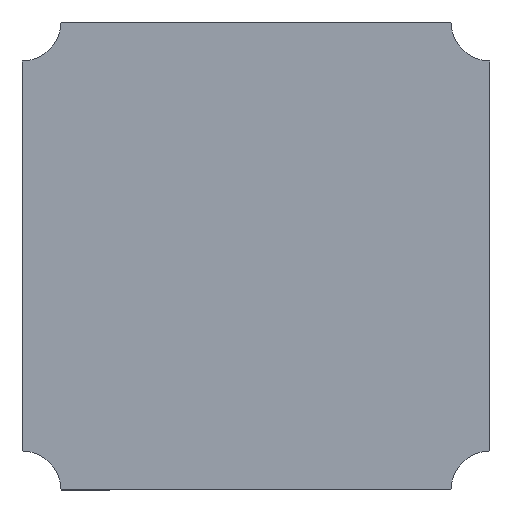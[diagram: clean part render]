
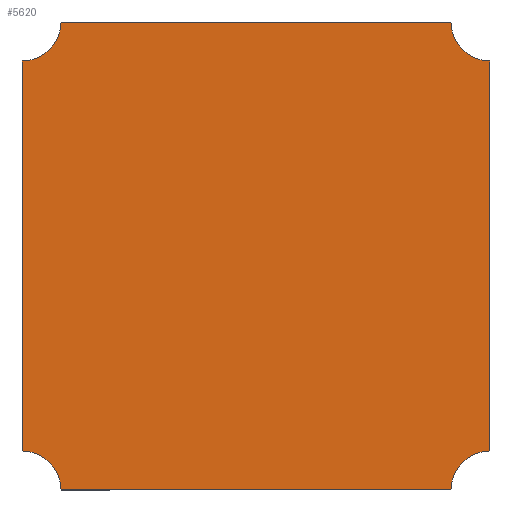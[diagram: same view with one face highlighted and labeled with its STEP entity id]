
A CAD part, front view. The second image highlights one B-rep face of the part: STEP entity #5620.
In plain terms, the highlighted planar face has unit normal (0, -1, 0).
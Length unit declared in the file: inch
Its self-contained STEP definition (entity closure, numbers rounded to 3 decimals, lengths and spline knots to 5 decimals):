
#584 = CARTESIAN_POINT ( 'NONE',  ( 0.47244, 0., 0.03937 ) ) ;
#649 = DIRECTION ( 'NONE',  ( 0., 0., 1. ) ) ;
#695 = DIRECTION ( 'NONE',  ( -1., 0., 0. ) ) ;
#1175 = VERTEX_POINT ( 'NONE', #10548 ) ;
#1177 = DIRECTION ( 'NONE',  ( 1., 0., 0. ) ) ;
#1316 = CARTESIAN_POINT ( 'NONE',  ( 0., 0., 0. ) ) ;
#1499 = CARTESIAN_POINT ( 'NONE',  ( 0.43307, 0., 0.47244 ) ) ;
#1613 = AXIS2_PLACEMENT_3D ( 'NONE', #8791, #4198, #6073 ) ;
#1663 = VERTEX_POINT ( 'NONE', #3922 ) ;
#1713 = AXIS2_PLACEMENT_3D ( 'NONE', #1316, #10591, #3273 ) ;
#1733 = LINE ( 'NONE', #9232, #5168 ) ;
#2033 = LINE ( 'NONE', #4810, #7145 ) ;
#2157 = VECTOR ( 'NONE', #9629, 39.37008 ) ;
#2386 = VECTOR ( 'NONE', #649, 39.37008 ) ;
#2560 = EDGE_CURVE ( 'NONE', #3770, #5710, #10594, .T. ) ;
#2718 = CIRCLE ( 'NONE', #7539, 0.03937 ) ;
#2943 = VERTEX_POINT ( 'NONE', #9840 ) ;
#3200 = CARTESIAN_POINT ( 'NONE',  ( 0.03937, 0., 0.47244 ) ) ;
#3229 = AXIS2_PLACEMENT_3D ( 'NONE', #5969, #7790, #1177 ) ;
#3273 = DIRECTION ( 'NONE',  ( 1., 0., 0. ) ) ;
#3305 = EDGE_CURVE ( 'NONE', #3770, #1175, #4708, .T. ) ;
#3770 = VERTEX_POINT ( 'NONE', #9229 ) ;
#3862 = ORIENTED_EDGE ( 'NONE', *, *, #3305, .F. ) ;
#3922 = CARTESIAN_POINT ( 'NONE',  ( 0.03937, 0., 0. ) ) ;
#3971 = EDGE_CURVE ( 'NONE', #11684, #5710, #8108, .T. ) ;
#4007 = ORIENTED_EDGE ( 'NONE', *, *, #8365, .F. ) ;
#4198 = DIRECTION ( 'NONE',  ( 0., -1., 0. ) ) ;
#4609 = EDGE_CURVE ( 'NONE', #9061, #2943, #4787, .T. ) ;
#4708 = CIRCLE ( 'NONE', #1613, 0.03937 ) ;
#4787 = LINE ( 'NONE', #9513, #2157 ) ;
#4810 = CARTESIAN_POINT ( 'NONE',  ( 0.03937, 0., 0. ) ) ;
#5168 = VECTOR ( 'NONE', #695, 39.37008 ) ;
#5184 = EDGE_CURVE ( 'NONE', #11684, #5638, #1733, .T. ) ;
#5256 = ORIENTED_EDGE ( 'NONE', *, *, #4609, .T. ) ;
#5299 = DIRECTION ( 'NONE',  ( -1., 0., 0. ) ) ;
#5620 = ADVANCED_FACE ( 'NONE', ( #6750 ), #6091, .F. ) ;
#5638 = VERTEX_POINT ( 'NONE', #3200 ) ;
#5650 = CARTESIAN_POINT ( 'NONE',  ( 0., 0., 0.47244 ) ) ;
#5710 = VERTEX_POINT ( 'NONE', #6272 ) ;
#5969 = CARTESIAN_POINT ( 'NONE',  ( 0.23622, 0., 0.23622 ) ) ;
#6073 = DIRECTION ( 'NONE',  ( 0., 0., 1. ) ) ;
#6088 = DIRECTION ( 'NONE',  ( 0., -1., 0. ) ) ;
#6091 = PLANE ( 'NONE',  #3229 ) ;
#6272 = CARTESIAN_POINT ( 'NONE',  ( 0.47244, 0., 0.43307 ) ) ;
#6750 = FACE_OUTER_BOUND ( 'NONE', #11276, .T. ) ;
#6932 = CIRCLE ( 'NONE', #1713, 0.03937 ) ;
#7145 = VECTOR ( 'NONE', #9227, 39.37008 ) ;
#7445 = ORIENTED_EDGE ( 'NONE', *, *, #2560, .T. ) ;
#7503 = CARTESIAN_POINT ( 'NONE',  ( 0., 0., 0.43307 ) ) ;
#7539 = AXIS2_PLACEMENT_3D ( 'NONE', #5650, #11103, #8303 ) ;
#7699 = ORIENTED_EDGE ( 'NONE', *, *, #9415, .T. ) ;
#7790 = DIRECTION ( 'NONE',  ( 0., 1., 0. ) ) ;
#7915 = ORIENTED_EDGE ( 'NONE', *, *, #9734, .F. ) ;
#8108 = CIRCLE ( 'NONE', #11209, 0.03937 ) ;
#8303 = DIRECTION ( 'NONE',  ( 0., 0., -1. ) ) ;
#8365 = EDGE_CURVE ( 'NONE', #1663, #2943, #6932, .T. ) ;
#8791 = CARTESIAN_POINT ( 'NONE',  ( 0.47244, 0., 0. ) ) ;
#9020 = ORIENTED_EDGE ( 'NONE', *, *, #5184, .T. ) ;
#9061 = VERTEX_POINT ( 'NONE', #7503 ) ;
#9227 = DIRECTION ( 'NONE',  ( 1., 0., 0. ) ) ;
#9229 = CARTESIAN_POINT ( 'NONE',  ( 0.47244, 0., 0.03937 ) ) ;
#9232 = CARTESIAN_POINT ( 'NONE',  ( 0.43307, 0., 0.47244 ) ) ;
#9415 = EDGE_CURVE ( 'NONE', #1663, #1175, #2033, .T. ) ;
#9513 = CARTESIAN_POINT ( 'NONE',  ( 0., 0., 0.43307 ) ) ;
#9629 = DIRECTION ( 'NONE',  ( 0., 0., -1. ) ) ;
#9734 = EDGE_CURVE ( 'NONE', #9061, #5638, #2718, .T. ) ;
#9840 = CARTESIAN_POINT ( 'NONE',  ( 0., 0., 0.03937 ) ) ;
#10548 = CARTESIAN_POINT ( 'NONE',  ( 0.43307, 0., 0. ) ) ;
#10591 = DIRECTION ( 'NONE',  ( 0., -1., 0. ) ) ;
#10594 = LINE ( 'NONE', #584, #2386 ) ;
#10752 = CARTESIAN_POINT ( 'NONE',  ( 0.47244, 0., 0.47244 ) ) ;
#11103 = DIRECTION ( 'NONE',  ( 0., -1., 0. ) ) ;
#11209 = AXIS2_PLACEMENT_3D ( 'NONE', #10752, #6088, #5299 ) ;
#11267 = ORIENTED_EDGE ( 'NONE', *, *, #3971, .F. ) ;
#11276 = EDGE_LOOP ( 'NONE', ( #7699, #3862, #7445, #11267, #9020, #7915, #5256, #4007 ) ) ;
#11684 = VERTEX_POINT ( 'NONE', #1499 ) ;
